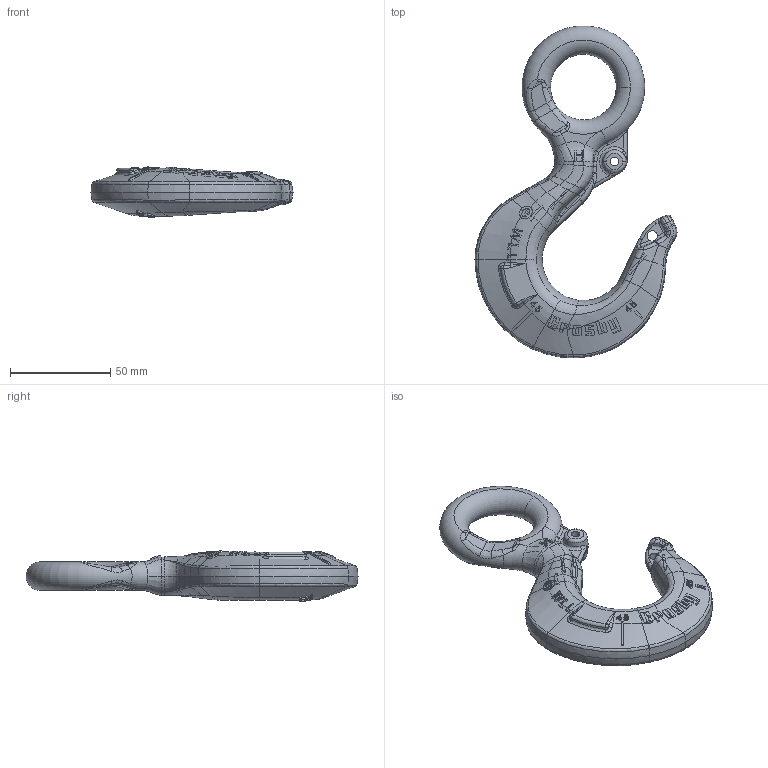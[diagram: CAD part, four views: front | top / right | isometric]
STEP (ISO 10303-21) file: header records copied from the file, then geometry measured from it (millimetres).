
FILE_DESCRIPTION((''),'2;1');
FILE_NAME('CROSBY_320N_H_SW0001','2005-01-06T',('ADoughty'),('The Crosby Group, Inc.'),'PRO/ENGINEER BY PARAMETRIC TECHNOLOGY CORPORATION, 2004090','PRO/ENGINEER BY PARAMETRIC TECHNOLOGY CORPORATION, 2004090','');
FILE_SCHEMA(('CONFIG_CONTROL_DESIGN'));
Length unit declared in the file: inch
Products named in the file (1): CROSBY_320N_H_SW0001
Bounding box: 100.83 x 165.72 x 25.2 mm (x, y, z)
Volume: 107624.5 mm3; surface area: 22963.8 mm2
Topology: 1 solids, 1 shells, 662 faces, 1656 edges, 1003 vertices
Faces by surface type: bspline 378, plane 184, cylinder 46, torus 23, cone 15, extrusion 10, sphere 6
Entity records: 49025 total; most frequent: CARTESIAN_POINT 36718, ORIENTED_EDGE 3312, EDGE_CURVE 1656, DIRECTION 1324, B_SPLINE_CURVE_WITH_KNOTS 1152, VERTEX_POINT 1003, EDGE_LOOP 675, FACE_OUTER_BOUND 662
